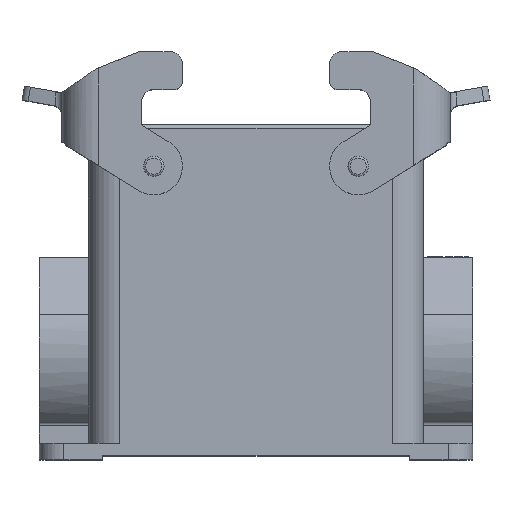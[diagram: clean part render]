
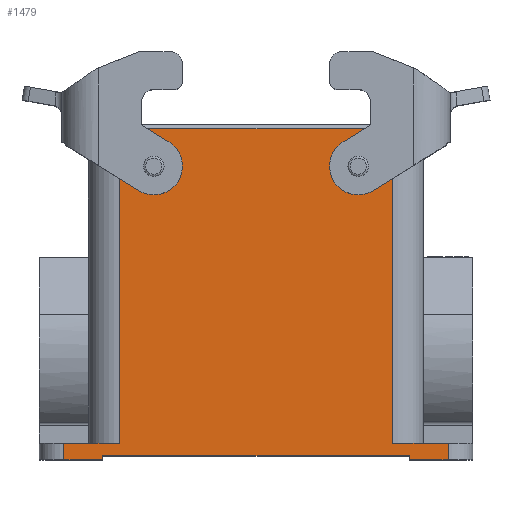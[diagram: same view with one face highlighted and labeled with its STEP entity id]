
A CAD part, top view. The second image highlights one B-rep face of the part: STEP entity #1479.
In plain terms, the highlighted planar face has unit normal (0, 0, 1).
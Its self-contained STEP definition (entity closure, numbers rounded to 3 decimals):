
#751=CIRCLE('',#7511,7.);
#777=CIRCLE('',#7579,7.);
#1163=PLANE('',#7581);
#1479=ADVANCED_FACE('',(#1917),#1163,.T.);
#1917=FACE_OUTER_BOUND('',#2275,.T.);
#2275=EDGE_LOOP('',(#4967,#4968,#4969,#4970,#4971,#4972,#4973,#4974,#4975,
#4976,#4977,#4978,#4979,#4980,#4981,#4982,#4983,#4984));
#2686=LINE('',#10667,#3326);
#2855=LINE('',#11720,#3495);
#2861=LINE('',#11736,#3501);
#2864=LINE('',#11744,#3504);
#2874=LINE('',#11777,#3514);
#2877=LINE('',#11787,#3517);
#2881=LINE('',#11796,#3521);
#2884=LINE('',#11802,#3524);
#2887=LINE('',#11809,#3527);
#2926=LINE('',#11937,#3566);
#2930=LINE('',#11944,#3570);
#2932=LINE('',#11950,#3572);
#2933=LINE('',#11952,#3573);
#2934=LINE('',#11954,#3574);
#2935=LINE('',#11956,#3575);
#2936=LINE('',#11957,#3576);
#3326=VECTOR('',#8290,1.);
#3495=VECTOR('',#8797,1.);
#3501=VECTOR('',#8811,1.);
#3504=VECTOR('',#8820,1.);
#3514=VECTOR('',#8856,1.);
#3517=VECTOR('',#8865,1.);
#3521=VECTOR('',#8871,1.);
#3524=VECTOR('',#8876,1.);
#3527=VECTOR('',#8883,1.);
#3566=VECTOR('',#8994,1.);
#3570=VECTOR('',#9002,1.);
#3572=VECTOR('',#9010,1.);
#3573=VECTOR('',#9011,1.);
#3574=VECTOR('',#9012,1.);
#3575=VECTOR('',#9013,1.);
#3576=VECTOR('',#9014,1.);
#4967=ORIENTED_EDGE('',*,*,#6814,.T.);
#4968=ORIENTED_EDGE('',*,*,#6432,.T.);
#4969=ORIENTED_EDGE('',*,*,#6808,.T.);
#4970=ORIENTED_EDGE('',*,*,#6815,.T.);
#4971=ORIENTED_EDGE('',*,*,#6816,.T.);
#4972=ORIENTED_EDGE('',*,*,#6817,.T.);
#4973=ORIENTED_EDGE('',*,*,#6818,.T.);
#4974=ORIENTED_EDGE('',*,*,#6745,.T.);
#4975=ORIENTED_EDGE('',*,*,#6748,.T.);
#4976=ORIENTED_EDGE('',*,*,#6752,.T.);
#4977=ORIENTED_EDGE('',*,*,#6741,.T.);
#4978=ORIENTED_EDGE('',*,*,#6736,.T.);
#4979=ORIENTED_EDGE('',*,*,#6719,.F.);
#4980=ORIENTED_EDGE('',*,*,#6708,.T.);
#4981=ORIENTED_EDGE('',*,*,#6703,.T.);
#4982=ORIENTED_EDGE('',*,*,#6715,.T.);
#4983=ORIENTED_EDGE('',*,*,#6819,.T.);
#4984=ORIENTED_EDGE('',*,*,#6812,.T.);
#5731=VERTEX_POINT('',#10666);
#5732=VERTEX_POINT('',#10668);
#5917=VERTEX_POINT('',#11692);
#5918=VERTEX_POINT('',#11694);
#5922=VERTEX_POINT('',#11721);
#5923=VERTEX_POINT('',#11735);
#5926=VERTEX_POINT('',#11745);
#5936=VERTEX_POINT('',#11778);
#5939=VERTEX_POINT('',#11785);
#5941=VERTEX_POINT('',#11791);
#5943=VERTEX_POINT('',#11795);
#5945=VERTEX_POINT('',#11801);
#5977=VERTEX_POINT('',#11936);
#5978=VERTEX_POINT('',#11941);
#5979=VERTEX_POINT('',#11945);
#5980=VERTEX_POINT('',#11951);
#5981=VERTEX_POINT('',#11953);
#5982=VERTEX_POINT('',#11955);
#6432=EDGE_CURVE('',#5732,#5731,#2686,.T.);
#6703=EDGE_CURVE('',#5918,#5917,#751,.T.);
#6708=EDGE_CURVE('',#5922,#5918,#2855,.T.);
#6715=EDGE_CURVE('',#5917,#5923,#2861,.T.);
#6719=EDGE_CURVE('',#5922,#5926,#2864,.T.);
#6736=EDGE_CURVE('',#5936,#5926,#2874,.T.);
#6741=EDGE_CURVE('',#5939,#5936,#2877,.T.);
#6745=EDGE_CURVE('',#5941,#5943,#2881,.T.);
#6748=EDGE_CURVE('',#5943,#5945,#2884,.T.);
#6752=EDGE_CURVE('',#5945,#5939,#2887,.T.);
#6808=EDGE_CURVE('',#5731,#5977,#2926,.T.);
#6812=EDGE_CURVE('',#5978,#5979,#2930,.T.);
#6814=EDGE_CURVE('',#5979,#5732,#777,.T.);
#6815=EDGE_CURVE('',#5977,#5980,#2932,.T.);
#6816=EDGE_CURVE('',#5980,#5981,#2933,.T.);
#6817=EDGE_CURVE('',#5981,#5982,#2934,.T.);
#6818=EDGE_CURVE('',#5982,#5941,#2935,.T.);
#6819=EDGE_CURVE('',#5923,#5978,#2936,.T.);
#7511=AXIS2_PLACEMENT_3D('',#11693,#8791,#8792);
#7579=AXIS2_PLACEMENT_3D('',#11948,#9006,#9007);
#7581=AXIS2_PLACEMENT_3D('',#11958,#9015,#9016);
#8290=DIRECTION('',(-0.848,0.53,0.));
#8791=DIRECTION('',(0.,0.,-1.));
#8792=DIRECTION('',(0.53,-0.848,0.));
#8797=DIRECTION('',(-0.848,-0.53,0.));
#8811=DIRECTION('',(0.848,0.53,0.));
#8820=DIRECTION('',(0.,-1.,0.));
#8856=DIRECTION('',(-1.,0.,0.));
#8865=DIRECTION('',(0.,1.,0.));
#8871=DIRECTION('',(1.,0.,0.));
#8876=DIRECTION('',(0.,-1.,0.));
#8883=DIRECTION('',(1.,0.,0.));
#8994=DIRECTION('',(0.,-1.,0.));
#9002=DIRECTION('',(0.848,-0.53,0.));
#9006=DIRECTION('',(0.,0.,-1.));
#9007=DIRECTION('',(0.53,0.848,0.));
#9010=DIRECTION('',(-1.,0.,0.));
#9011=DIRECTION('',(0.,-1.,0.));
#9012=DIRECTION('',(1.,0.,0.));
#9013=DIRECTION('',(0.,1.,0.));
#9014=DIRECTION('',(-1.,0.,0.));
#9015=DIRECTION('',(0.,0.,1.));
#9016=DIRECTION('',(1.,0.,0.));
#10666=CARTESIAN_POINT('',(-33.5,-0.143,28.5));
#10667=CARTESIAN_POINT('',(-28.709,-3.136,28.5));
#10668=CARTESIAN_POINT('',(-28.709,-3.136,28.5));
#11692=CARTESIAN_POINT('',(21.291,8.736,28.5));
#11693=CARTESIAN_POINT('',(25.,2.8,28.5));
#11694=CARTESIAN_POINT('',(28.709,-3.136,28.5));
#11720=CARTESIAN_POINT('',(33.5,-0.143,28.5));
#11721=CARTESIAN_POINT('',(33.5,-0.143,28.5));
#11735=CARTESIAN_POINT('',(26.514,12.,28.5));
#11736=CARTESIAN_POINT('',(21.291,8.736,28.5));
#11744=CARTESIAN_POINT('',(33.5,-0.143,28.5));
#11745=CARTESIAN_POINT('',(33.5,-65.,28.5));
#11777=CARTESIAN_POINT('',(47.,-65.,28.5));
#11778=CARTESIAN_POINT('',(47.,-65.,28.5));
#11785=CARTESIAN_POINT('',(47.,-69.,28.5));
#11787=CARTESIAN_POINT('',(47.,-69.,28.5));
#11791=CARTESIAN_POINT('',(-37.5,-68.,28.5));
#11795=CARTESIAN_POINT('',(37.5,-68.,28.5));
#11796=CARTESIAN_POINT('',(-37.5,-68.,28.5));
#11801=CARTESIAN_POINT('',(37.5,-69.,28.5));
#11802=CARTESIAN_POINT('',(37.5,-68.,28.5));
#11809=CARTESIAN_POINT('',(37.5,-69.,28.5));
#11936=CARTESIAN_POINT('',(-33.5,-65.,28.5));
#11937=CARTESIAN_POINT('',(-33.5,-0.143,28.5));
#11941=CARTESIAN_POINT('',(-26.514,12.,28.5));
#11944=CARTESIAN_POINT('',(-26.514,12.,28.5));
#11945=CARTESIAN_POINT('',(-21.291,8.736,28.5));
#11948=CARTESIAN_POINT('',(-25.,2.8,28.5));
#11950=CARTESIAN_POINT('',(-33.5,-65.,28.5));
#11951=CARTESIAN_POINT('',(-47.,-65.,28.5));
#11952=CARTESIAN_POINT('',(-47.,-65.,28.5));
#11953=CARTESIAN_POINT('',(-47.,-69.,28.5));
#11954=CARTESIAN_POINT('',(-47.,-69.,28.5));
#11955=CARTESIAN_POINT('',(-37.5,-69.,28.5));
#11956=CARTESIAN_POINT('',(-37.5,-69.,28.5));
#11957=CARTESIAN_POINT('',(26.514,12.,28.5));
#11958=CARTESIAN_POINT('',(-47.2,-69.2,28.5));
